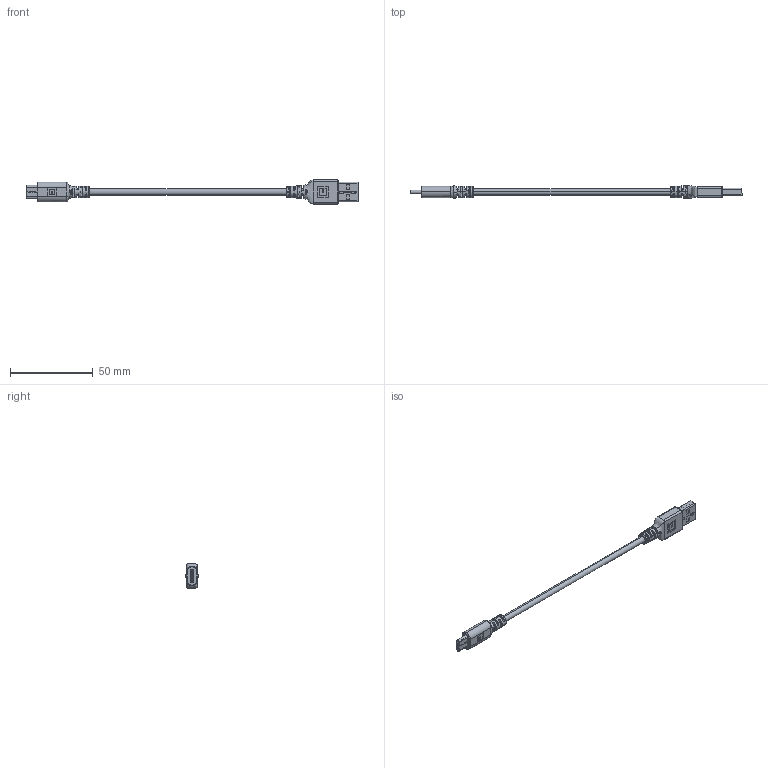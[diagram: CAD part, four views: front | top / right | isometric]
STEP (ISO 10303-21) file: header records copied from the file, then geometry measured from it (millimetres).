
FILE_DESCRIPTION (( 'STEP AP203' ), '1' );
FILE_NAME ('10-06139.STEP', '2025-03-24T19:02:53', ( '' ), ( '' ), 'SwSTEP 2.0', 'SolidWorks 2021', '' );
FILE_SCHEMA (( 'CONFIG_CONTROL_DESIGN' ));
Length unit declared in the file: millimetre
Products named in the file (14): 50-01062_shell1; 50-01062_pin4; 50-01065_Hidden emarker; 50-01062_crimp_Assembled; 10-06139; 30-03502_blunt cut; 50-01062_pin1; 24-00326; 50-01062_insulator_model; 50-01062_Assembled; 24-00436; 50-01062_pin2; 50-01062_shell2; 50-01062_pin3
Assembly tree (13 placements, depth 3):
  10-06139
    50-01065_Hidden emarker
    50-01062_Assembled
      50-01062_insulator_model
      50-01062_pin4
      50-01062_pin3
      50-01062_pin2
      50-01062_pin1
      50-01062_crimp_Assembled
      50-01062_shell1
      50-01062_shell2
    24-00326
    24-00436
    30-03502_blunt cut
Bounding box: 200.15 x 7.54 x 14.5 mm (x, y, z)
Volume: 5918.1 mm3; surface area: 22579.9 mm2
Topology: 125 solids, 126 shells, 1970 faces, 4834 edges, 3160 vertices
Faces by surface type: plane 1014, cylinder 630, bspline 182, torus 58, sphere 44, cone 42
Entity records: 68105 total; most frequent: CARTESIAN_POINT 21313, ORIENTED_EDGE 9656, DIRECTION 8799, EDGE_CURVE 4834, AXIS2_PLACEMENT_3D 3177, VERTEX_POINT 3160, LINE 2445, VECTOR 2445
